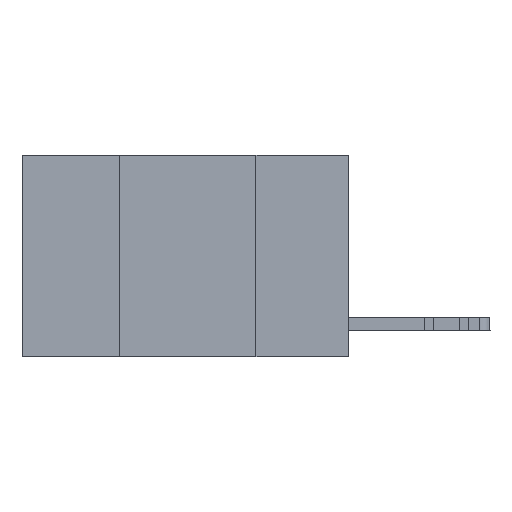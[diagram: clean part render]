
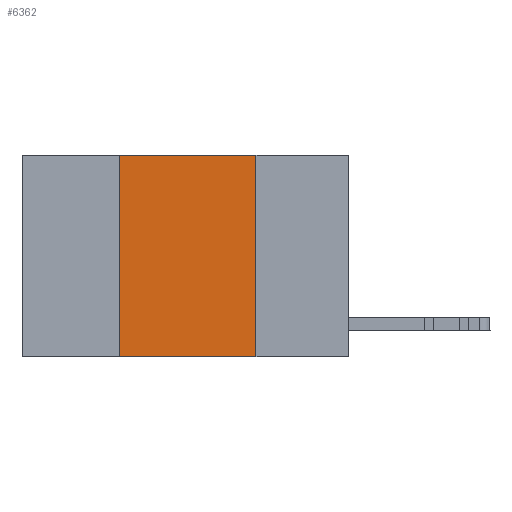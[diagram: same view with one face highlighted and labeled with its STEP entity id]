
A CAD part, left-side view. The second image highlights one B-rep face of the part: STEP entity #6362.
In plain terms, the highlighted planar face has unit normal (-1, 0, 0).
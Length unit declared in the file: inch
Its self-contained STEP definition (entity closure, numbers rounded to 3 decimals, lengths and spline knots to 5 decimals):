
#231 = LINE ( 'NONE', #15371, #22078 ) ;
#296 = CARTESIAN_POINT ( 'NONE',  ( 0., 0.17, 0. ) ) ;
#1453 = ORIENTED_EDGE ( 'NONE', *, *, #21912, .T. ) ;
#1735 = LINE ( 'NONE', #14615, #26748 ) ;
#3213 = VERTEX_POINT ( 'NONE', #296 ) ;
#4839 = LINE ( 'NONE', #19569, #25778 ) ;
#6362 = ADVANCED_FACE ( 'NONE', ( #12692 ), #25595, .F. ) ;
#6984 = ORIENTED_EDGE ( 'NONE', *, *, #23804, .F. ) ;
#7442 = EDGE_CURVE ( 'NONE', #19970, #3213, #4839, .T. ) ;
#7720 = DIRECTION ( 'NONE',  ( 0., 0., 1. ) ) ;
#8686 = AXIS2_PLACEMENT_3D ( 'NONE', #16661, #14954, #19086 ) ;
#9774 = VERTEX_POINT ( 'NONE', #25404 ) ;
#10692 = ORIENTED_EDGE ( 'NONE', *, *, #26710, .F. ) ;
#11201 = DIRECTION ( 'NONE',  ( 0., -1., 0. ) ) ;
#11398 = CARTESIAN_POINT ( 'NONE',  ( 0., 0.42, -0.37 ) ) ;
#12445 = DIRECTION ( 'NONE',  ( 0., -1., 0. ) ) ;
#12692 = FACE_OUTER_BOUND ( 'NONE', #25671, .T. ) ;
#13255 = CARTESIAN_POINT ( 'NONE',  ( 0., 0.42, 0. ) ) ;
#13863 = CARTESIAN_POINT ( 'NONE',  ( 0., 0.6, -0.37 ) ) ;
#14615 = CARTESIAN_POINT ( 'NONE',  ( 0., 0.42, 0. ) ) ;
#14954 = DIRECTION ( 'NONE',  ( 1., 0., 0. ) ) ;
#15371 = CARTESIAN_POINT ( 'NONE',  ( 0., 0.17, 0. ) ) ;
#15997 = LINE ( 'NONE', #13863, #24798 ) ;
#16661 = CARTESIAN_POINT ( 'NONE',  ( 0., 0.6, 0. ) ) ;
#19086 = DIRECTION ( 'NONE',  ( 0., 0., -1. ) ) ;
#19569 = CARTESIAN_POINT ( 'NONE',  ( 0., 0.6, 0. ) ) ;
#19970 = VERTEX_POINT ( 'NONE', #13255 ) ;
#20764 = VERTEX_POINT ( 'NONE', #11398 ) ;
#20811 = ORIENTED_EDGE ( 'NONE', *, *, #7442, .F. ) ;
#21912 = EDGE_CURVE ( 'NONE', #20764, #9774, #15997, .T. ) ;
#22078 = VECTOR ( 'NONE', #28009, 39.37008 ) ;
#23804 = EDGE_CURVE ( 'NONE', #3213, #9774, #231, .T. ) ;
#24798 = VECTOR ( 'NONE', #12445, 39.37008 ) ;
#25404 = CARTESIAN_POINT ( 'NONE',  ( 0., 0.17, -0.37 ) ) ;
#25595 = PLANE ( 'NONE',  #8686 ) ;
#25671 = EDGE_LOOP ( 'NONE', ( #6984, #20811, #10692, #1453 ) ) ;
#25778 = VECTOR ( 'NONE', #11201, 39.37008 ) ;
#26710 = EDGE_CURVE ( 'NONE', #20764, #19970, #1735, .T. ) ;
#26748 = VECTOR ( 'NONE', #7720, 39.37008 ) ;
#28009 = DIRECTION ( 'NONE',  ( 0., 0., -1. ) ) ;
